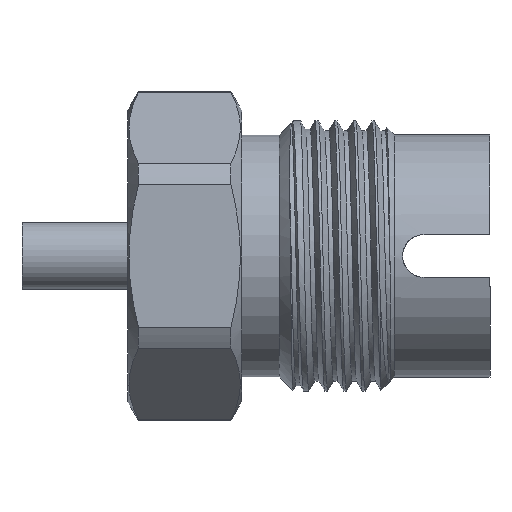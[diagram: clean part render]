
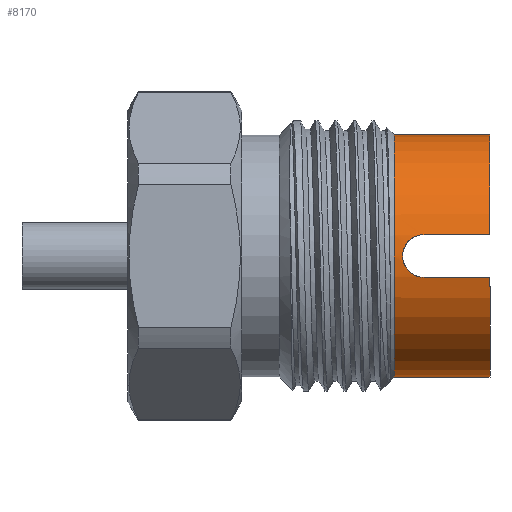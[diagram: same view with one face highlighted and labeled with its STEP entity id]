
A CAD part, left-side view. The second image highlights one B-rep face of the part: STEP entity #8170.
In plain terms, the highlighted cylindrical face has radius 11.716 mm (diameter 23.431 mm), a partial arc.
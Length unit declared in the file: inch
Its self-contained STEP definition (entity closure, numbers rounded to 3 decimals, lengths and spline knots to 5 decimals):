
#75 = VECTOR ( 'NONE', #2102, 39.37008 ) ;
#98 = CARTESIAN_POINT ( 'NONE',  ( -0.45409, 0.2617, 0.08097 ) ) ;
#261 = VERTEX_POINT ( 'NONE', #11250 ) ;
#351 = DIRECTION ( 'NONE',  ( 0., -1., 0. ) ) ;
#358 = LINE ( 'NONE', #7555, #75 ) ;
#374 = AXIS2_PLACEMENT_3D ( 'NONE', #6981, #2534, #3342 ) ;
#453 = LINE ( 'NONE', #4205, #2029 ) ;
#454 = ORIENTED_EDGE ( 'NONE', *, *, #2441, .F. ) ;
#458 = CARTESIAN_POINT ( 'NONE',  ( 0., 0.365, 0.46125 ) ) ;
#484 = DIRECTION ( 'NONE',  ( 0., 0., -1. ) ) ;
#695 = EDGE_CURVE ( 'NONE', #4441, #11179, #358, .T. ) ;
#870 = CARTESIAN_POINT ( 'NONE',  ( -0.45812, 0.31245, -0.0538 ) ) ;
#948 = CARTESIAN_POINT ( 'NONE',  ( -0.45859, 0.31583, -0.04967 ) ) ;
#1005 = CARTESIAN_POINT ( 'NONE',  ( -0.45399, 0.251, -0.0815 ) ) ;
#1018 = ORIENTED_EDGE ( 'NONE', *, *, #2342, .F. ) ;
#1020 = CARTESIAN_POINT ( 'NONE',  ( -0.45399, 0.25639, 0.0815 ) ) ;
#1271 = DIRECTION ( 'NONE',  ( 0., 0., -1. ) ) ;
#1548 = CARTESIAN_POINT ( 'NONE',  ( 0., 0., -0.46125 ) ) ;
#1871 = CARTESIAN_POINT ( 'NONE',  ( -0.45473, 0.27731, 0.07732 ) ) ;
#1999 = AXIS2_PLACEMENT_3D ( 'NONE', #5179, #10532, #5139 ) ;
#2029 = VECTOR ( 'NONE', #11528, 39.37008 ) ;
#2102 = DIRECTION ( 'NONE',  ( 0., -1., 0. ) ) ;
#2342 = EDGE_CURVE ( 'NONE', #6470, #261, #2672, .T. ) ;
#2441 = EDGE_CURVE ( 'NONE', #8290, #11179, #5386, .T. ) ;
#2534 = DIRECTION ( 'NONE',  ( 0., -1., 0. ) ) ;
#2672 = LINE ( 'NONE', #6782, #11386 ) ;
#2758 = VERTEX_POINT ( 'NONE', #458 ) ;
#2772 = CARTESIAN_POINT ( 'NONE',  ( -0.45399, 0.251, -0.0815 ) ) ;
#2812 = CARTESIAN_POINT ( 'NONE',  ( -0.46125, 0.33249, 0.01072 ) ) ;
#2849 = CARTESIAN_POINT ( 'NONE',  ( -0.45986, 0.32426, -0.0361 ) ) ;
#2889 = CARTESIAN_POINT ( 'NONE',  ( -0.45858, 0.31613, 0.05013 ) ) ;
#2926 = CARTESIAN_POINT ( 'NONE',  ( -0.45399, 0., 0.0815 ) ) ;
#3029 = ORIENTED_EDGE ( 'NONE', *, *, #7236, .F. ) ;
#3342 = DIRECTION ( 'NONE',  ( 0., 0., -1. ) ) ;
#3650 = CARTESIAN_POINT ( 'NONE',  ( -0.45946, 0.32172, -0.04086 ) ) ;
#3723 = CARTESIAN_POINT ( 'NONE',  ( -0.46086, 0.33034, 0.02145 ) ) ;
#3736 = EDGE_CURVE ( 'NONE', #10177, #8290, #4928, .T. ) ;
#3806 = CARTESIAN_POINT ( 'NONE',  ( -0.45716, 0.30487, -0.06139 ) ) ;
#4021 = CARTESIAN_POINT ( 'NONE',  ( 0., 0.365, -0.46125 ) ) ;
#4205 = CARTESIAN_POINT ( 'NONE',  ( 0., 0., 0.46125 ) ) ;
#4441 = VERTEX_POINT ( 'NONE', #4021 ) ;
#4482 = EDGE_CURVE ( 'NONE', #2758, #4441, #11065, .T. ) ;
#4610 = CARTESIAN_POINT ( 'NONE',  ( -0.45581, 0.29185, 0.07073 ) ) ;
#4646 = FACE_OUTER_BOUND ( 'NONE', #6606, .T. ) ;
#4686 = CARTESIAN_POINT ( 'NONE',  ( -0.45541, 0.28719, -0.07322 ) ) ;
#4928 = LINE ( 'NONE', #10820, #11798 ) ;
#5078 = CIRCLE ( 'NONE', #9054, 0.46125 ) ;
#5139 = DIRECTION ( 'NONE',  ( 0., 0., -1. ) ) ;
#5179 = CARTESIAN_POINT ( 'NONE',  ( 0., 0., 0. ) ) ;
#5231 = CARTESIAN_POINT ( 'NONE',  ( 0., 0., 0.46125 ) ) ;
#5261 = DIRECTION ( 'NONE',  ( 0., -1., 0. ) ) ;
#5386 = CIRCLE ( 'NONE', #374, 0.46125 ) ;
#5485 = CARTESIAN_POINT ( 'NONE',  ( -0.4608, 0.32989, -0.02113 ) ) ;
#5588 = CARTESIAN_POINT ( 'NONE',  ( -0.45399, 0.251, 0.0815 ) ) ;
#6074 = CYLINDRICAL_SURFACE ( 'NONE', #1999, 0.46125 ) ;
#6354 = CARTESIAN_POINT ( 'NONE',  ( -0.45399, 0.25639, -0.0815 ) ) ;
#6420 = CARTESIAN_POINT ( 'NONE',  ( -0.45668, 0.3007, 0.06481 ) ) ;
#6470 = VERTEX_POINT ( 'NONE', #2926 ) ;
#6606 = EDGE_LOOP ( 'NONE', ( #11691, #8239, #11151, #454, #8479, #3029, #1018, #10198 ) ) ;
#6782 = CARTESIAN_POINT ( 'NONE',  ( -0.45399, 0., 0.0815 ) ) ;
#6981 = CARTESIAN_POINT ( 'NONE',  ( 0., 0., 0. ) ) ;
#7181 = CARTESIAN_POINT ( 'NONE',  ( -0.45399, 0., -0.0815 ) ) ;
#7236 = EDGE_CURVE ( 'NONE', #261, #10177, #7822, .T. ) ;
#7282 = CARTESIAN_POINT ( 'NONE',  ( -0.45716, 0.30488, 0.06138 ) ) ;
#7329 = CARTESIAN_POINT ( 'NONE',  ( -0.45473, 0.27734, -0.07731 ) ) ;
#7555 = CARTESIAN_POINT ( 'NONE',  ( 0., 0., -0.46125 ) ) ;
#7822 = B_SPLINE_CURVE_WITH_KNOTS ( 'NONE', 3,
 ( #5588, #1020, #98, #11121, #1871, #8263, #4610, #6420, #7282, #2889, #11874, #3723, #2812, #10110, #8298, #5485, #11038, #2849, #3650, #948, #870, #3806, #8343, #9230, #4686, #7329, #9264, #11083, #6354, #2772 ),
 .UNSPECIFIED., .F., .F.,
 ( 4, 2, 2, 2, 2, 2, 2, 2, 2, 2, 2, 2, 2, 2, 4 ),
 ( 0., 0.00041, 0.00081, 0.00122, 0.00162, 0.00243, 0.00324, 0.00365, 0.00405, 0.00446, 0.00486, 0.00527, 0.00567, 0.00608, 0.00648 ),
 .UNSPECIFIED. ) ;
#8082 = EDGE_CURVE ( 'NONE', #8136, #6470, #5078, .T. ) ;
#8136 = VERTEX_POINT ( 'NONE', #5231 ) ;
#8170 = ADVANCED_FACE ( 'NONE', ( #4646 ), #6074, .T. ) ;
#8239 = ORIENTED_EDGE ( 'NONE', *, *, #4482, .T. ) ;
#8263 = CARTESIAN_POINT ( 'NONE',  ( -0.4554, 0.28717, 0.07323 ) ) ;
#8290 = VERTEX_POINT ( 'NONE', #7181 ) ;
#8298 = CARTESIAN_POINT ( 'NONE',  ( -0.46116, 0.33197, -0.01067 ) ) ;
#8343 = CARTESIAN_POINT ( 'NONE',  ( -0.45669, 0.30077, -0.06476 ) ) ;
#8479 = ORIENTED_EDGE ( 'NONE', *, *, #3736, .F. ) ;
#9054 = AXIS2_PLACEMENT_3D ( 'NONE', #9773, #11466, #484 ) ;
#9230 = CARTESIAN_POINT ( 'NONE',  ( -0.45582, 0.29196, -0.07066 ) ) ;
#9264 = CARTESIAN_POINT ( 'NONE',  ( -0.45446, 0.27226, -0.07886 ) ) ;
#9481 = CARTESIAN_POINT ( 'NONE',  ( 0., 0.365, 0. ) ) ;
#9558 = DIRECTION ( 'NONE',  ( 0., 1., 0. ) ) ;
#9773 = CARTESIAN_POINT ( 'NONE',  ( 0., 0., 0. ) ) ;
#10110 = CARTESIAN_POINT ( 'NONE',  ( -0.46125, 0.3325, -0.00526 ) ) ;
#10177 = VERTEX_POINT ( 'NONE', #1005 ) ;
#10198 = ORIENTED_EDGE ( 'NONE', *, *, #8082, .F. ) ;
#10226 = AXIS2_PLACEMENT_3D ( 'NONE', #9481, #351, #1271 ) ;
#10532 = DIRECTION ( 'NONE',  ( 0., -1., 0. ) ) ;
#10820 = CARTESIAN_POINT ( 'NONE',  ( -0.45399, 0., -0.0815 ) ) ;
#11038 = CARTESIAN_POINT ( 'NONE',  ( -0.46053, 0.32835, -0.02622 ) ) ;
#11065 = CIRCLE ( 'NONE', #10226, 0.46125 ) ;
#11083 = CARTESIAN_POINT ( 'NONE',  ( -0.45409, 0.2618, -0.08096 ) ) ;
#11095 = EDGE_CURVE ( 'NONE', #2758, #8136, #453, .T. ) ;
#11121 = CARTESIAN_POINT ( 'NONE',  ( -0.45445, 0.27213, 0.07889 ) ) ;
#11151 = ORIENTED_EDGE ( 'NONE', *, *, #695, .T. ) ;
#11179 = VERTEX_POINT ( 'NONE', #1548 ) ;
#11250 = CARTESIAN_POINT ( 'NONE',  ( -0.45399, 0.251, 0.0815 ) ) ;
#11386 = VECTOR ( 'NONE', #9558, 39.37008 ) ;
#11466 = DIRECTION ( 'NONE',  ( 0., -1., 0. ) ) ;
#11528 = DIRECTION ( 'NONE',  ( 0., -1., 0. ) ) ;
#11691 = ORIENTED_EDGE ( 'NONE', *, *, #11095, .F. ) ;
#11798 = VECTOR ( 'NONE', #5261, 39.37008 ) ;
#11874 = CARTESIAN_POINT ( 'NONE',  ( -0.45952, 0.3222, 0.04105 ) ) ;
